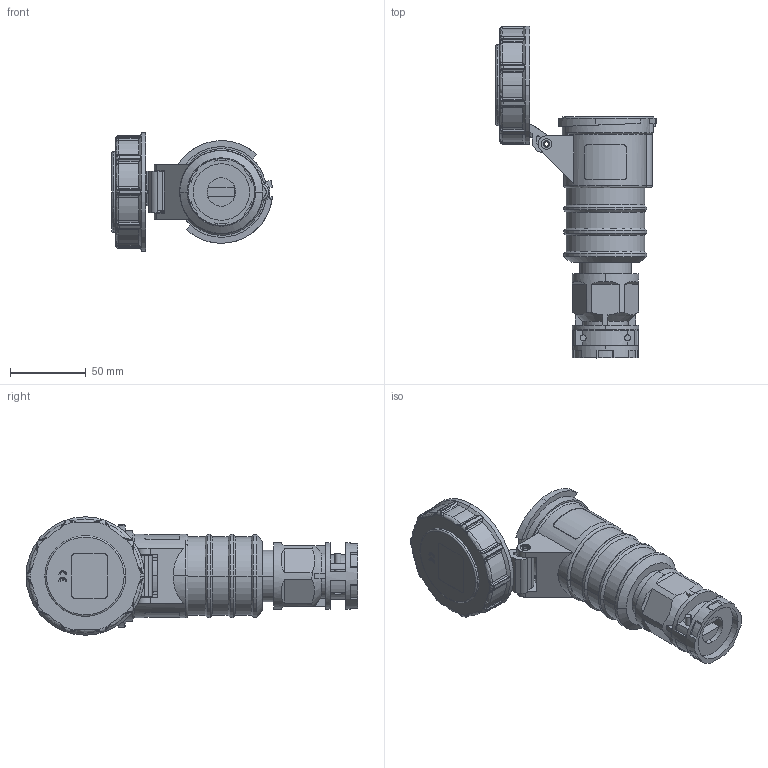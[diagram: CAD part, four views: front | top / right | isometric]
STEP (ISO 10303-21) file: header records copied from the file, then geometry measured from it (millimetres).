
FILE_DESCRIPTION (( 'STEP AP203' ), '1' );
FILE_NAME ('BRY420C7W.step', '2022-08-17T19:58:38', ( '' ), ( '' ), 'SwSTEP 2.0', 'SolidWorks 2021', '' );
FILE_SCHEMA (( 'CONFIG_CONTROL_DESIGN' ));
Length unit declared in the file: millimetre
Products named in the file (1): BRY420C7W
Bounding box: 106.52 x 219.85 x 78.5 mm (x, y, z)
Volume: 345132.5 mm3; surface area: 77574.8 mm2
Topology: 6 solids, 6 shells, 831 faces, 2244 edges, 1414 vertices
Faces by surface type: plane 322, cylinder 274, bspline 110, cone 74, torus 51
Entity records: 35032 total; most frequent: CARTESIAN_POINT 17282, ORIENTED_EDGE 4400, DIRECTION 2537, EDGE_CURVE 2200, VERTEX_POINT 1414, B_SPLINE_CURVE_WITH_KNOTS 1328, AXIS2_PLACEMENT_3D 995, EDGE_LOOP 890
